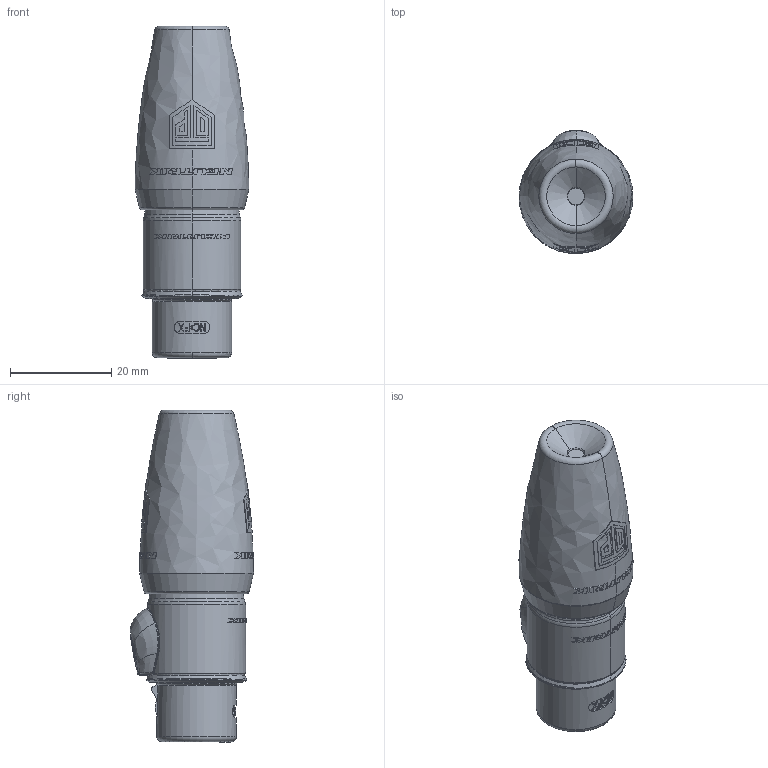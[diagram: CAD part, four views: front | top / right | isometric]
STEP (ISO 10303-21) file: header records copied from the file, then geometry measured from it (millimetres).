
FILE_DESCRIPTION((''),'2;1');
FILE_NAME('30010118','2022-11-21T12:19:31',('SYSTEM'),(''),'CREO PARAMETRIC BY PTC INC, 2021184','CREO PARAMETRIC BY PTC INC, 2021184','');
FILE_SCHEMA(('CONFIG_CONTROL_DESIGN'));
Length unit declared in the file: millimetre
Products named in the file (1): 30010118
Bounding box: 22.52 x 24.39 x 65.62 mm (x, y, z)
Volume: 18873.7 mm3; surface area: 4860.7 mm2
Topology: 1 solids, 1 shells, 911 faces, 2410 edges, 1553 vertices
Faces by surface type: plane 429, bspline 288, cone 79, cylinder 72, torus 32, extrusion 10, sphere 1
Entity records: 42808 total; most frequent: CARTESIAN_POINT 22569, ORIENTED_EDGE 4818, DIRECTION 3267, EDGE_CURVE 2409, VERTEX_POINT 1553, AXIS2_PLACEMENT_3D 1128, VECTOR 1011, LINE 1001
